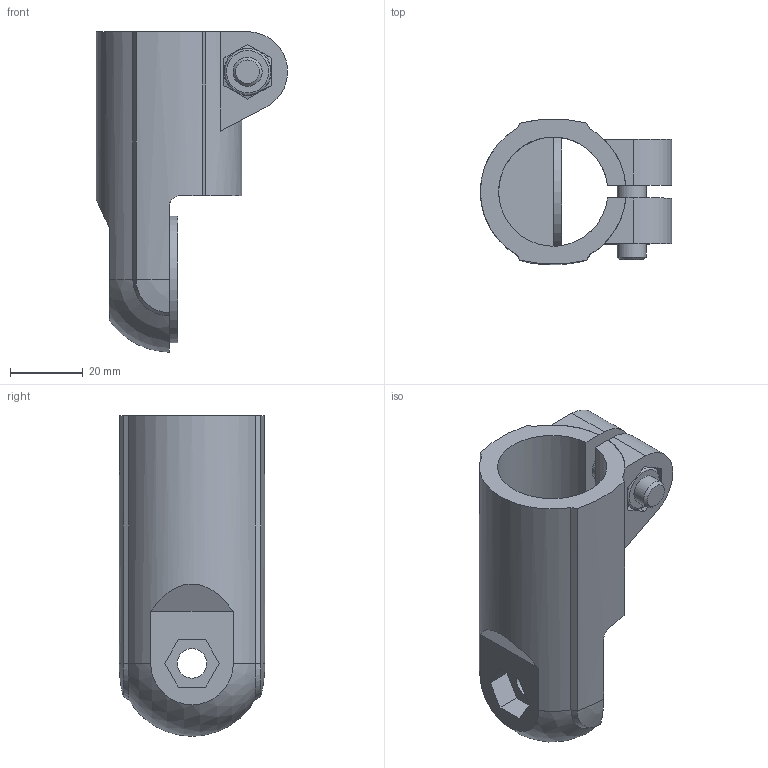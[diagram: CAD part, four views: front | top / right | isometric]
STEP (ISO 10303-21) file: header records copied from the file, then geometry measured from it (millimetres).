
FILE_DESCRIPTION( ( 'STEP AP214' ), '1' );
FILE_NAME( 'K0485.30.stp', '2020-12-08T10:26:37', ( '' ), ( '' ), ' ', 'PARTsolutions', ' ' );
FILE_SCHEMA( ( 'AUTOMOTIVE_DESIGN { 1 0 10303 214 1 1 1 1 }' ) );
Length unit declared in the file: millimetre
Products named in the file (1): _K0485.30
Bounding box: 52.48 x 40.04 x 88.01 mm (x, y, z)
Volume: 51641.9 mm3; surface area: 19686.8 mm2
Topology: 1 solids, 1 shells, 112 faces, 303 edges, 199 vertices
Faces by surface type: plane 67, cylinder 25, cone 15, sphere 3, torus 2
Full cylindrical faces by diameter (mm): 8 x2, 8.1 x1, 8.5 x2, 12.6 x1, 12.9 x1, 28.2 x1, 34.8 x1
Entity records: 4384 total; most frequent: CARTESIAN_POINT 725, DIRECTION 566, ORIENTED_EDGE 562, EDGE_CURVE 281, AXIS2_PLACEMENT_3D 200, VERTEX_POINT 191, LINE 166, VECTOR 166
